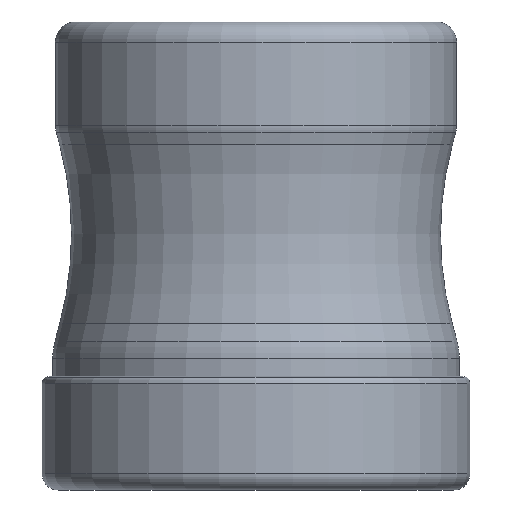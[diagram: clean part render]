
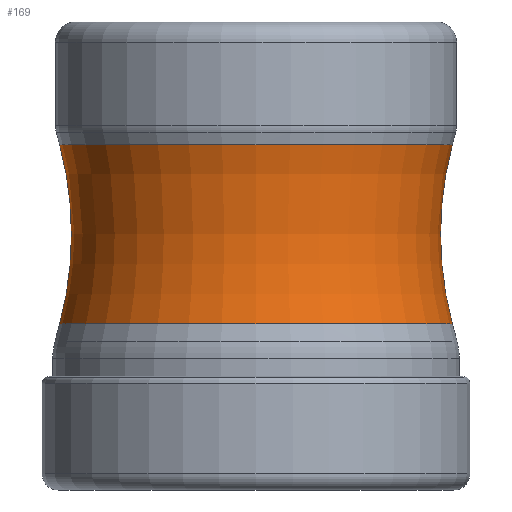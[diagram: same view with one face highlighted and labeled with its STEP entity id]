
A CAD part, front view. The second image highlights one B-rep face of the part: STEP entity #169.
In plain terms, the highlighted toroidal (fillet/blend) face has major radius 39.613 mm and minor radius 25.813 mm.
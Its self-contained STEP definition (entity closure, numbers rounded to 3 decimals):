
#115=TOROIDAL_SURFACE('',#1687,39.613,25.813);
#169=ADVANCED_FACE('',(#271),#115,.F.);
#271=FACE_OUTER_BOUND('',#349,.T.);
#349=EDGE_LOOP('',(#556,#557,#558,#559,#560,#561));
#556=ORIENTED_EDGE('',*,*,#1045,.F.);
#557=ORIENTED_EDGE('',*,*,#1052,.T.);
#558=ORIENTED_EDGE('',*,*,#1051,.T.);
#559=ORIENTED_EDGE('',*,*,#1055,.F.);
#560=ORIENTED_EDGE('',*,*,#1054,.F.);
#561=ORIENTED_EDGE('',*,*,#1053,.F.);
#875=VERTEX_POINT('',#3639);
#876=VERTEX_POINT('',#3641);
#878=VERTEX_POINT('',#3651);
#879=VERTEX_POINT('',#3652);
#880=VERTEX_POINT('',#3654);
#881=VERTEX_POINT('',#3657);
#1045=EDGE_CURVE('',#875,#876,#1281,.T.);
#1051=EDGE_CURVE('',#880,#878,#1286,.T.);
#1052=EDGE_CURVE('',#875,#880,#1287,.T.);
#1053=EDGE_CURVE('',#876,#881,#1288,.T.);
#1054=EDGE_CURVE('',#881,#879,#1289,.T.);
#1055=EDGE_CURVE('',#879,#878,#1290,.T.);
#1281=CIRCLE('',#1673,14.68);
#1286=CIRCLE('',#1681,25.813);
#1287=CIRCLE('',#1682,25.813);
#1288=CIRCLE('',#1683,25.813);
#1289=CIRCLE('',#1684,25.813);
#1290=CIRCLE('',#1686,14.68);
#1673=AXIS2_PLACEMENT_3D('',#3640,#2027,#2028);
#1681=AXIS2_PLACEMENT_3D('',#3653,#2044,#2045);
#1682=AXIS2_PLACEMENT_3D('',#3655,#2046,#2047);
#1683=AXIS2_PLACEMENT_3D('',#3656,#2048,#2049);
#1684=AXIS2_PLACEMENT_3D('',#3658,#2050,#2051);
#1686=AXIS2_PLACEMENT_3D('',#3660,#2054,#2055);
#1687=AXIS2_PLACEMENT_3D('',#3661,#2056,#2057);
#2027=DIRECTION('',(0.,0.,-1.));
#2028=DIRECTION('',(1.,0.,0.));
#2044=DIRECTION('',(0.,1.,0.));
#2045=DIRECTION('',(-0.966,0.,0.259));
#2046=DIRECTION('',(0.,1.,0.));
#2047=DIRECTION('',(-1.,0.,0.));
#2048=DIRECTION('',(0.,-1.,0.));
#2049=DIRECTION('',(1.,0.,0.));
#2050=DIRECTION('',(0.,-1.,0.));
#2051=DIRECTION('',(0.966,0.,0.259));
#2054=DIRECTION('',(0.,0.,1.));
#2055=DIRECTION('',(-1.,0.,0.));
#2056=DIRECTION('',(0.,0.,-1.));
#2057=DIRECTION('',(-1.,0.,0.));
#3639=CARTESIAN_POINT('',(14.68,0.,-22.558));
#3640=CARTESIAN_POINT('',(0.,0.,-22.558));
#3641=CARTESIAN_POINT('',(-14.68,0.,-22.558));
#3651=CARTESIAN_POINT('',(14.68,0.,-9.196));
#3652=CARTESIAN_POINT('',(-14.68,0.,-9.196));
#3653=CARTESIAN_POINT('',(39.613,0.,-15.877));
#3654=CARTESIAN_POINT('',(13.8,0.,-15.877));
#3655=CARTESIAN_POINT('',(39.613,0.,-15.877));
#3656=CARTESIAN_POINT('',(-39.613,0.,-15.877));
#3657=CARTESIAN_POINT('',(-13.8,0.,-15.877));
#3658=CARTESIAN_POINT('',(-39.613,0.,-15.877));
#3660=CARTESIAN_POINT('',(0.,0.,-9.196));
#3661=CARTESIAN_POINT('',(0.,0.,-15.877));
